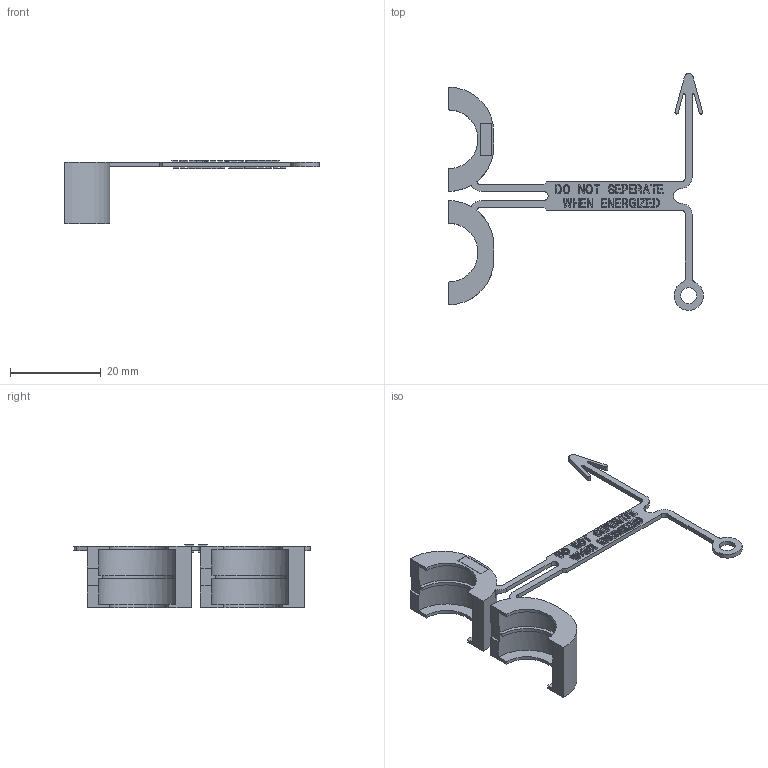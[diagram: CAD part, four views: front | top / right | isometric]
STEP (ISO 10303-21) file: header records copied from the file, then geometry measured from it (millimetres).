
FILE_DESCRIPTION( ( 'Unknown' ), '1' );
FILE_NAME( 'STS-Clip M8.stp', 'Unknown', ( 'Unknown' ), ( 'Unknown' ), 'PSStep 17.0.49', 'Unknown', ' ' );
FILE_SCHEMA( ( 'AUTOMOTIVE_DESIGN { 1 0 10303 214 1 1 1 1 }' ) );
Length unit declared in the file: millimetre
Products named in the file (1): Sicherungsclip
Bounding box: 56.25 x 52.25 x 13.9 mm (x, y, z)
Volume: 2221.3 mm3; surface area: 3751.4 mm2
Topology: 1 solids, 1 shells, 1328 faces, 3782 edges, 2520 vertices
Faces by surface type: plane 1289, cylinder 37, torus 2
Full cylindrical faces by diameter (mm): 3.5 x1
Entity records: 53247 total; most frequent: CARTESIAN_POINT 7916, ORIENTED_EDGE 7562, DIRECTION 6505, EDGE_CURVE 3781, LINE 3679, VECTOR 3679, VERTEX_POINT 2520, AXIS2_PLACEMENT_3D 1413
